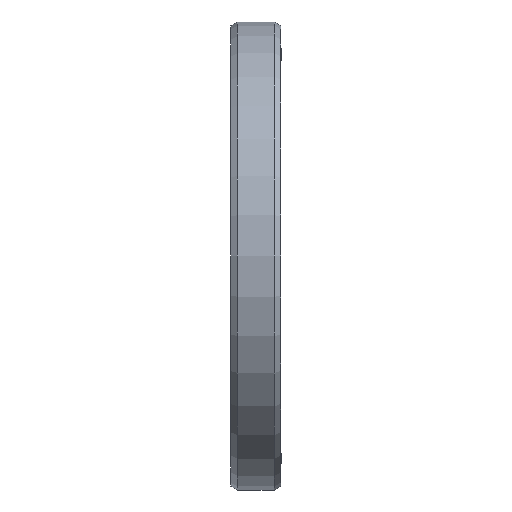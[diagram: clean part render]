
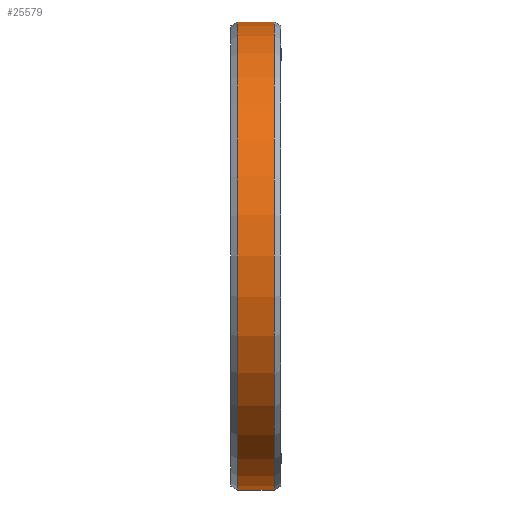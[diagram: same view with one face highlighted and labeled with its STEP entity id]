
A CAD part, left-side view. The second image highlights one B-rep face of the part: STEP entity #25579.
In plain terms, the highlighted cylindrical face has radius 70 mm (diameter 140 mm), a partial arc.
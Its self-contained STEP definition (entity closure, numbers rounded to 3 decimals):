
#24592=CARTESIAN_POINT('',(0.,-5.5,0.));
#24593=DIRECTION('',(0.,1.,0.));
#24594=DIRECTION('',(0.,0.,-1.));
#24595=AXIS2_PLACEMENT_3D('',#24592,#24593,#24594);
#24600=DIRECTION('',(0.,1.,0.));
#24601=VECTOR('',#24600,11.);
#24602=CARTESIAN_POINT('',(0.,-5.5,-70.));
#24603=LINE('',#24602,#24601);
#24615=DIRECTION('',(0.,1.,0.));
#24616=VECTOR('',#24615,11.);
#24617=CARTESIAN_POINT('',(0.,-5.5,70.));
#24618=LINE('',#24617,#24616);
#24644=CARTESIAN_POINT('',(0.,5.5,0.));
#24645=DIRECTION('',(0.,1.,0.));
#24646=DIRECTION('',(0.,0.,-1.));
#24647=AXIS2_PLACEMENT_3D('',#24644,#24645,#24646);
#25440=CARTESIAN_POINT('',(0.,-5.5,-70.));
#25442=VERTEX_POINT('',#25440);
#25443=CARTESIAN_POINT('',(0.,5.5,-70.));
#25444=VERTEX_POINT('',#25443);
#25452=CARTESIAN_POINT('',(0.,-5.5,70.));
#25454=VERTEX_POINT('',#25452);
#25455=CARTESIAN_POINT('',(0.,5.5,70.));
#25456=VERTEX_POINT('',#25455);
#25565=CARTESIAN_POINT('',(0.,-8.25,0.));
#25566=DIRECTION('',(0.,1.,0.));
#25567=DIRECTION('',(0.,0.,-1.));
#25568=AXIS2_PLACEMENT_3D('',#25565,#25566,#25567);
#25569=CYLINDRICAL_SURFACE('',#25568,70.);
#25571=ORIENTED_EDGE('',*,*,#25570,.T.);
#25573=ORIENTED_EDGE('',*,*,#25572,.T.);
#25575=ORIENTED_EDGE('',*,*,#25574,.F.);
#25576=ORIENTED_EDGE('',*,*,#25550,.F.);
#25577=EDGE_LOOP('',(#25571,#25573,#25575,#25576));
#25578=FACE_OUTER_BOUND('',#25577,.F.);
#24596=CIRCLE('',#24595,70.);
#24648=CIRCLE('',#24647,70.);
#25550=EDGE_CURVE('',#25442,#25454,#24596,.T.);
#25570=EDGE_CURVE('',#25442,#25444,#24603,.T.);
#25572=EDGE_CURVE('',#25444,#25456,#24648,.T.);
#25574=EDGE_CURVE('',#25454,#25456,#24618,.T.);
#25579=ADVANCED_FACE('',(#25578),#25569,.T.);
